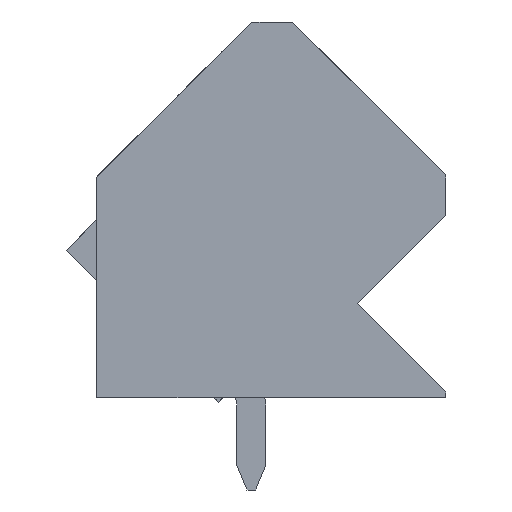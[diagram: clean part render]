
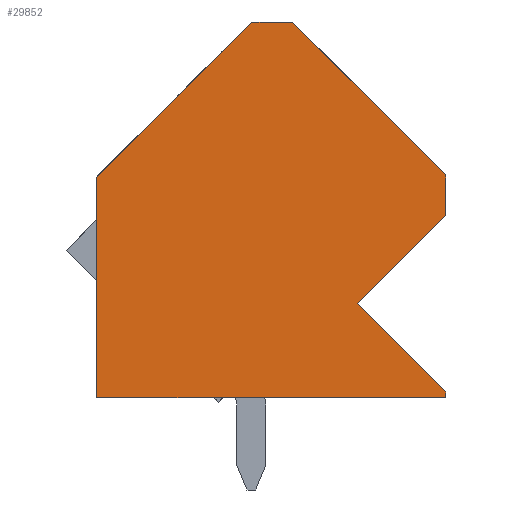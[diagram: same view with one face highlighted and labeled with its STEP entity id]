
A CAD part, left-side view. The second image highlights one B-rep face of the part: STEP entity #29852.
In plain terms, the highlighted planar face has unit normal (-1, 0, 0).
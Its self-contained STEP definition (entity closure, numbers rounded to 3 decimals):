
#29815=AXIS2_PLACEMENT_3D('Plane Axis2P3D',#29812,#29813,#29814) ;
#29661=CARTESIAN_POINT('Vertex',(0.,6.718,16.228)) ;
#29664=CARTESIAN_POINT('Line Origine',(0.,6.01,16.228)) ;
#29668=CARTESIAN_POINT('Vertex',(0.,5.303,16.228)) ;
#29704=CARTESIAN_POINT('Vertex',(0.,0.001,3.4)) ;
#29707=CARTESIAN_POINT('Line Origine',(0.,0.,3.3)) ;
#29711=CARTESIAN_POINT('Vertex',(0.,0.,3.2)) ;
#29737=CARTESIAN_POINT('Vertex',(0.,3.055,6.455)) ;
#29740=CARTESIAN_POINT('Line Origine',(0.,1.528,4.927)) ;
#29763=CARTESIAN_POINT('Vertex',(0.,0.,9.51)) ;
#29766=CARTESIAN_POINT('Line Origine',(0.,1.528,7.983)) ;
#29796=CARTESIAN_POINT('Vertex',(0.,0.,10.924)) ;
#29799=CARTESIAN_POINT('Line Origine',(0.,0.,10.217)) ;
#29812=CARTESIAN_POINT('Axis2P3D Location',(0.,0.,0.)) ;
#29817=CARTESIAN_POINT('Line Origine',(0.,9.405,13.54)) ;
#29821=CARTESIAN_POINT('Vertex',(0.,12.092,10.853)) ;
#29824=CARTESIAN_POINT('Line Origine',(0.,12.093,7.027)) ;
#29828=CARTESIAN_POINT('Vertex',(0.,12.093,3.2)) ;
#29831=CARTESIAN_POINT('Line Origine',(0.,6.046,3.2)) ;
#29836=CARTESIAN_POINT('Line Origine',(0.,2.652,13.576)) ;
#29665=DIRECTION('Vector Direction',(0.,-1.,0.)) ;
#29708=DIRECTION('Vector Direction',(0.,-0.004,-1.)) ;
#29741=DIRECTION('Vector Direction',(0.,-0.707,-0.707)) ;
#29767=DIRECTION('Vector Direction',(0.,0.707,-0.707)) ;
#29800=DIRECTION('Vector Direction',(0.,0.,-1.)) ;
#29813=DIRECTION('Axis2P3D Direction',(-1.,0.,0.)) ;
#29814=DIRECTION('Axis2P3D XDirection',(0.,0.,1.)) ;
#29818=DIRECTION('Vector Direction',(0.,-0.707,0.707)) ;
#29825=DIRECTION('Vector Direction',(0.,0.,1.)) ;
#29832=DIRECTION('Vector Direction',(0.,1.,0.)) ;
#29837=DIRECTION('Vector Direction',(0.,-0.707,-0.707)) ;
#29666=VECTOR('Line Direction',#29665,1.) ;
#29709=VECTOR('Line Direction',#29708,1.) ;
#29742=VECTOR('Line Direction',#29741,1.) ;
#29768=VECTOR('Line Direction',#29767,1.) ;
#29801=VECTOR('Line Direction',#29800,1.) ;
#29819=VECTOR('Line Direction',#29818,1.) ;
#29826=VECTOR('Line Direction',#29825,1.) ;
#29833=VECTOR('Line Direction',#29832,1.) ;
#29838=VECTOR('Line Direction',#29837,1.) ;
#29842=ORIENTED_EDGE('',*,*,#29670,.T.) ;
#29843=ORIENTED_EDGE('',*,*,#29823,.T.) ;
#29844=ORIENTED_EDGE('',*,*,#29830,.T.) ;
#29845=ORIENTED_EDGE('',*,*,#29835,.T.) ;
#29846=ORIENTED_EDGE('',*,*,#29713,.T.) ;
#29847=ORIENTED_EDGE('',*,*,#29744,.T.) ;
#29848=ORIENTED_EDGE('',*,*,#29770,.T.) ;
#29849=ORIENTED_EDGE('',*,*,#29803,.T.) ;
#29850=ORIENTED_EDGE('',*,*,#29840,.T.) ;
#29852=ADVANCED_FACE('HOUSING',(#29851),#29816,.T.) ;
#29670=EDGE_CURVE('',#29669,#29662,#29667,.F.) ;
#29713=EDGE_CURVE('',#29712,#29705,#29710,.F.) ;
#29744=EDGE_CURVE('',#29705,#29738,#29743,.F.) ;
#29770=EDGE_CURVE('',#29738,#29764,#29769,.F.) ;
#29803=EDGE_CURVE('',#29764,#29797,#29802,.F.) ;
#29823=EDGE_CURVE('',#29662,#29822,#29820,.F.) ;
#29830=EDGE_CURVE('',#29822,#29829,#29827,.F.) ;
#29835=EDGE_CURVE('',#29829,#29712,#29834,.F.) ;
#29840=EDGE_CURVE('',#29797,#29669,#29839,.F.) ;
#29841=EDGE_LOOP('',(#29842,#29843,#29844,#29845,#29846,#29847,#29848,#29849,#29850)) ;
#29851=FACE_OUTER_BOUND('',#29841,.T.) ;
#29667=LINE('Line',#29664,#29666) ;
#29710=LINE('Line',#29707,#29709) ;
#29743=LINE('Line',#29740,#29742) ;
#29769=LINE('Line',#29766,#29768) ;
#29802=LINE('Line',#29799,#29801) ;
#29820=LINE('Line',#29817,#29819) ;
#29827=LINE('Line',#29824,#29826) ;
#29834=LINE('Line',#29831,#29833) ;
#29839=LINE('Line',#29836,#29838) ;
#29816=PLANE('',#29815) ;
#29662=VERTEX_POINT('',#29661) ;
#29669=VERTEX_POINT('',#29668) ;
#29705=VERTEX_POINT('',#29704) ;
#29712=VERTEX_POINT('',#29711) ;
#29738=VERTEX_POINT('',#29737) ;
#29764=VERTEX_POINT('',#29763) ;
#29797=VERTEX_POINT('',#29796) ;
#29822=VERTEX_POINT('',#29821) ;
#29829=VERTEX_POINT('',#29828) ;
